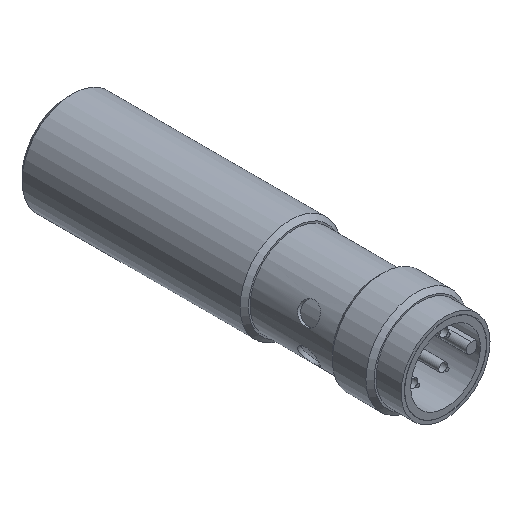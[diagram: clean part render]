
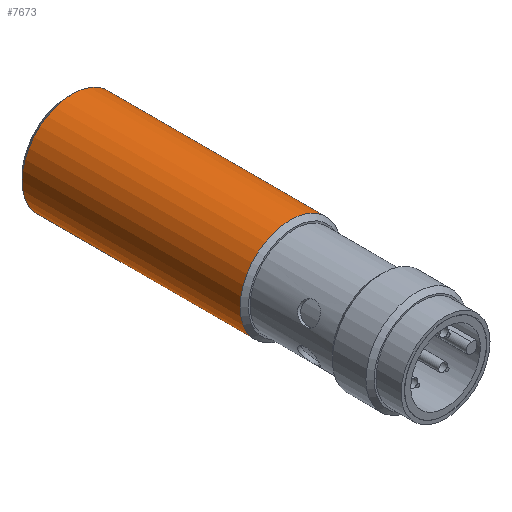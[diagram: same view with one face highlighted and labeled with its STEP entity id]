
A CAD part, isometric view. The second image highlights one B-rep face of the part: STEP entity #7673.
In plain terms, the highlighted cylindrical face has radius 6 mm (diameter 12 mm), a full revolution.
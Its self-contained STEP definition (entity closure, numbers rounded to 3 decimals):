
#480=LINE('',#11229,#1347);
#1347=VECTOR('',#8758,6.);
#2213=CYLINDRICAL_SURFACE('',#8122,6.);
#2334=FACE_OUTER_BOUND('',#2740,.T.);
#2740=EDGE_LOOP('',(#5261,#5262,#5263,#5264,#5265,#5266));
#3191=CIRCLE('',#8119,6.);
#3192=CIRCLE('',#8120,6.);
#3194=CIRCLE('',#8123,6.);
#3195=CIRCLE('',#8124,6.);
#3388=VERTEX_POINT('',#11217);
#3389=VERTEX_POINT('',#11218);
#3391=VERTEX_POINT('',#11225);
#3392=VERTEX_POINT('',#11226);
#4131=EDGE_CURVE('',#3388,#3389,#3191,.T.);
#4132=EDGE_CURVE('',#3389,#3388,#3192,.T.);
#4135=EDGE_CURVE('',#3391,#3392,#3194,.T.);
#4136=EDGE_CURVE('',#3392,#3391,#3195,.T.);
#4137=EDGE_CURVE('',#3392,#3389,#480,.T.);
#5261=ORIENTED_EDGE('',*,*,#4135,.F.);
#5262=ORIENTED_EDGE('',*,*,#4136,.F.);
#5263=ORIENTED_EDGE('',*,*,#4137,.T.);
#5264=ORIENTED_EDGE('',*,*,#4131,.F.);
#5265=ORIENTED_EDGE('',*,*,#4132,.F.);
#5266=ORIENTED_EDGE('',*,*,#4137,.F.);
#7673=ADVANCED_FACE('',(#2334),#2213,.T.);
#8119=AXIS2_PLACEMENT_3D('',#11219,#8745,#8746);
#8120=AXIS2_PLACEMENT_3D('',#11220,#8747,#8748);
#8122=AXIS2_PLACEMENT_3D('',#11224,#8752,#8753);
#8123=AXIS2_PLACEMENT_3D('',#11227,#8754,#8755);
#8124=AXIS2_PLACEMENT_3D('',#11228,#8756,#8757);
#8745=DIRECTION('center_axis',(0.,1.,0.));
#8746=DIRECTION('ref_axis',(-1.,0.,0.));
#8747=DIRECTION('center_axis',(0.,1.,0.));
#8748=DIRECTION('ref_axis',(-1.,0.,0.));
#8752=DIRECTION('center_axis',(0.,-1.,0.));
#8753=DIRECTION('ref_axis',(1.,0.,0.));
#8754=DIRECTION('center_axis',(0.,-1.,0.));
#8755=DIRECTION('ref_axis',(-1.,0.,0.));
#8756=DIRECTION('center_axis',(0.,-1.,0.));
#8757=DIRECTION('ref_axis',(-1.,0.,0.));
#8758=DIRECTION('',(0.,1.,0.));
#11217=CARTESIAN_POINT('',(11.531,20.599,10.432));
#11218=CARTESIAN_POINT('',(-0.469,20.599,10.432));
#11219=CARTESIAN_POINT('Origin',(5.531,20.599,10.432));
#11220=CARTESIAN_POINT('Origin',(5.531,20.599,10.432));
#11224=CARTESIAN_POINT('Origin',(5.531,7.599,10.432));
#11225=CARTESIAN_POINT('',(11.531,-5.401,10.432));
#11226=CARTESIAN_POINT('',(-0.469,-5.401,10.432));
#11227=CARTESIAN_POINT('Origin',(5.531,-5.401,10.432));
#11228=CARTESIAN_POINT('Origin',(5.531,-5.401,10.432));
#11229=CARTESIAN_POINT('',(-0.469,7.599,10.432));
